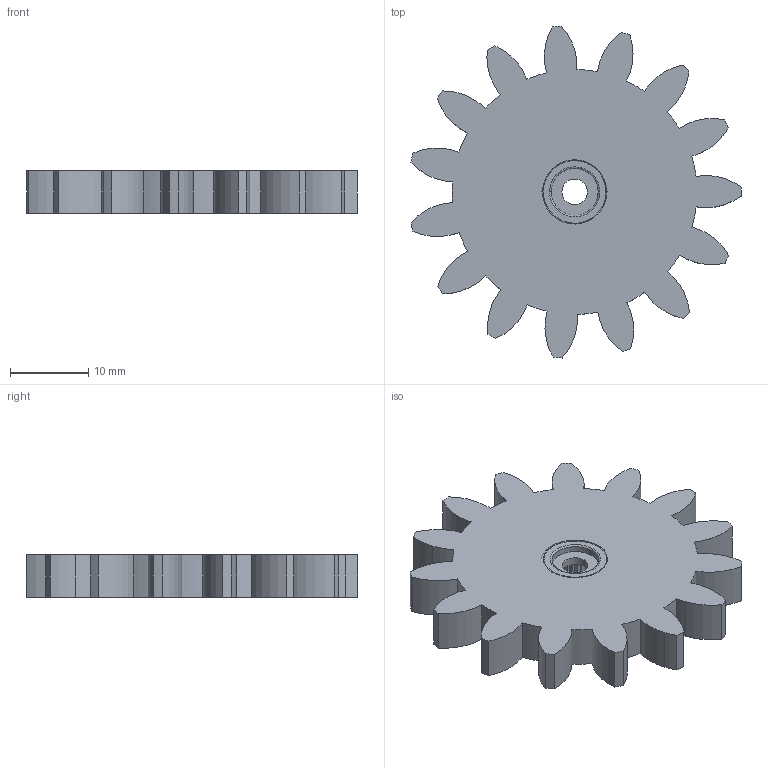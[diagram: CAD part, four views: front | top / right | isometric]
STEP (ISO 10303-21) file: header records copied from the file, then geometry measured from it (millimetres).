
FILE_DESCRIPTION (( 'STEP AP214' ), '1' );
FILE_NAME ('Piñón completo.STEP', '2024-05-11T06:45:00', ( '' ), ( '' ), 'SwSTEP 2.0', 'SolidWorks 2022', '' );
FILE_SCHEMA (( 'AUTOMOTIVE_DESIGN' ));
Length unit declared in the file: millimetre
Products named in the file (3): Acople Servo_Predeterminado; Piñón_Piñón; Piñón completo
Assembly tree (2 placements, depth 2):
  Piñón completo
    Acople Servo_Predeterminado
    Piñón_Piñón
Bounding box: 42.15 x 42.37 x 5.4 mm (x, y, z)
Volume: 5603.9 mm3; surface area: 3792.3 mm2
Topology: 2 solids, 2 shells, 159 faces, 453 edges, 300 vertices
Faces by surface type: cylinder 97, plane 56, bspline 6
Entity records: 5513 total; most frequent: CARTESIAN_POINT 1093, DIRECTION 963, ORIENTED_EDGE 906, EDGE_CURVE 453, AXIS2_PLACEMENT_3D 358, VERTEX_POINT 300, VECTOR 247, LINE 247
